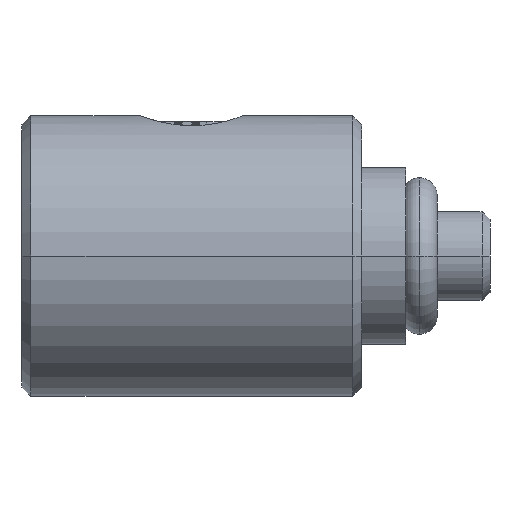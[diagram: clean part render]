
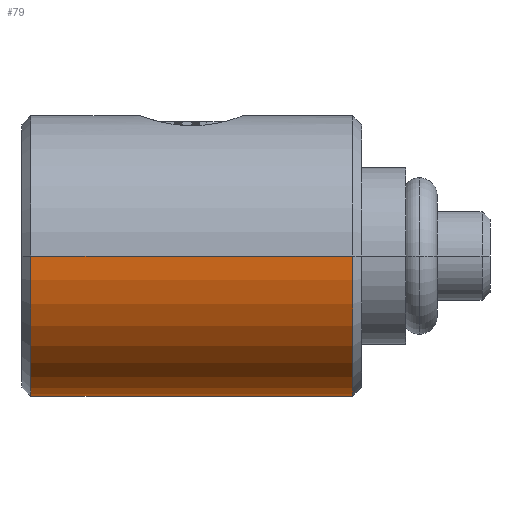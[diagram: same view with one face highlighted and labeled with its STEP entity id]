
A CAD part, left-side view. The second image highlights one B-rep face of the part: STEP entity #79.
In plain terms, the highlighted cylindrical face has radius 4.75 mm (diameter 9.5 mm), a partial arc.
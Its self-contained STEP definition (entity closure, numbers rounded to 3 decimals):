
#79=ADVANCED_FACE('',(#168),#169,.T.);
#168=FACE_OUTER_BOUND('',#354,.T.);
#169=CYLINDRICAL_SURFACE('',#355,4.75);
#354=EDGE_LOOP('',(#561,#562,#563,#564,#565,#566,#567));
#355=AXIS2_PLACEMENT_3D('',#568,#569,#570);
#561=ORIENTED_EDGE('',*,*,#1211,.F.);
#562=ORIENTED_EDGE('',*,*,#1212,.T.);
#563=ORIENTED_EDGE('',*,*,#1213,.F.);
#564=ORIENTED_EDGE('',*,*,#1208,.F.);
#565=ORIENTED_EDGE('',*,*,#1214,.F.);
#566=ORIENTED_EDGE('',*,*,#1215,.T.);
#567=ORIENTED_EDGE('',*,*,#1216,.T.);
#568=CARTESIAN_POINT('',(0.0,5.75,0.0));
#569=DIRECTION('',(-0.0,1.0,0.0));
#570=DIRECTION('',(1.0,0.0,0.0));
#1208=EDGE_CURVE('',#1445,#1448,#1449,.T.);
#1211=EDGE_CURVE('',#1453,#1454,#1455,.T.);
#1212=EDGE_CURVE('',#1453,#1456,#1457,.T.);
#1213=EDGE_CURVE('',#1448,#1456,#1458,.T.);
#1214=EDGE_CURVE('',#1459,#1445,#1460,.T.);
#1215=EDGE_CURVE('',#1459,#1461,#1462,.T.);
#1216=EDGE_CURVE('',#1461,#1454,#1463,.T.);
#1445=VERTEX_POINT('',#1782);
#1448=VERTEX_POINT('',#1786);
#1449=CIRCLE('',#1787,4.75);
#1453=VERTEX_POINT('',#1792);
#1454=VERTEX_POINT('',#1793);
#1455=LINE('',#1794,#1795);
#1456=VERTEX_POINT('',#1796);
#1457=CIRCLE('',#1797,4.75);
#1458=LINE('',#1798,#1799);
#1459=VERTEX_POINT('',#1800);
#1460=LINE('',#1801,#1802);
#1461=VERTEX_POINT('',#1803);
#1462=B_SPLINE_CURVE_WITH_KNOTS('',3,(#1804,#1805,#1806,#1807,#1808,#1809,#1810,#1811,#1812,#1813,#1814,#1815,#1816,#1817,#1818,#1819,#1820,#1821),.UNSPECIFIED.,.F.,.F.,(4,2,2,2,2,2,2,2,4),(14.05,14.633,15.216,15.799,16.382,16.969,17.557,18.145,18.733),.UNSPECIFIED.);
#1463=B_SPLINE_CURVE_WITH_KNOTS('',3,(#1822,#1823,#1824,#1825,#1826,#1827,#1828,#1829,#1830,#1831,#1832,#1833,#1834,#1835,#1836,#1837,#1838,#1839),.UNSPECIFIED.,.F.,.F.,(4,2,2,2,2,2,2,2,4),(18.733,19.321,19.909,20.497,21.084,21.667,22.25,22.833,23.416),.UNSPECIFIED.);
#1782=CARTESIAN_POINT('',(4.75,11.2,0.0));
#1786=CARTESIAN_POINT('',(-4.75,11.2,0.));
#1787=AXIS2_PLACEMENT_3D('',#2357,#2358,#2359);
#1792=CARTESIAN_POINT('',(4.75,0.3,0.0));
#1793=CARTESIAN_POINT('',(4.75,2.75,0.));
#1794=CARTESIAN_POINT('',(4.75,5.75,0.));
#1795=VECTOR('',#2364,1.0);
#1796=CARTESIAN_POINT('',(-4.75,0.3,0.));
#1797=AXIS2_PLACEMENT_3D('',#2365,#2366,#2367);
#1798=CARTESIAN_POINT('',(-4.75,5.75,0.));
#1799=VECTOR('',#2368,1.0);
#1800=CARTESIAN_POINT('',(4.75,8.75,0.0));
#1801=CARTESIAN_POINT('',(4.75,5.75,0.));
#1802=VECTOR('',#2369,1.0);
#1803=CARTESIAN_POINT('',(3.683,5.75,-3.0));
#1804=CARTESIAN_POINT('',(4.75,8.75,0.));
#1805=CARTESIAN_POINT('',(4.75,8.75,-0.194));
#1806=CARTESIAN_POINT('',(4.738,8.731,-0.394));
#1807=CARTESIAN_POINT('',(4.689,8.652,-0.786));
#1808=CARTESIAN_POINT('',(4.652,8.592,-0.98));
#1809=CARTESIAN_POINT('',(4.559,8.437,-1.348));
#1810=CARTESIAN_POINT('',(4.502,8.342,-1.523));
#1811=CARTESIAN_POINT('',(4.38,8.124,-1.845));
#1812=CARTESIAN_POINT('',(4.315,8.001,-1.992));
#1813=CARTESIAN_POINT('',(4.185,7.741,-2.252));
#1814=CARTESIAN_POINT('',(4.116,7.593,-2.375));
#1815=CARTESIAN_POINT('',(3.982,7.272,-2.593));
#1816=CARTESIAN_POINT('',(3.918,7.097,-2.688));
#1817=CARTESIAN_POINT('',(3.807,6.731,-2.842));
#1818=CARTESIAN_POINT('',(3.761,6.538,-2.902));
#1819=CARTESIAN_POINT('',(3.699,6.146,-2.981));
#1820=CARTESIAN_POINT('',(3.683,5.946,-3.0));
#1821=CARTESIAN_POINT('',(3.683,5.75,-3.0));
#1822=CARTESIAN_POINT('',(3.683,5.75,-3.0));
#1823=CARTESIAN_POINT('',(3.683,5.554,-3.0));
#1824=CARTESIAN_POINT('',(3.699,5.354,-2.981));
#1825=CARTESIAN_POINT('',(3.761,4.962,-2.902));
#1826=CARTESIAN_POINT('',(3.807,4.769,-2.842));
#1827=CARTESIAN_POINT('',(3.918,4.403,-2.688));
#1828=CARTESIAN_POINT('',(3.982,4.228,-2.593));
#1829=CARTESIAN_POINT('',(4.116,3.907,-2.375));
#1830=CARTESIAN_POINT('',(4.185,3.759,-2.252));
#1831=CARTESIAN_POINT('',(4.315,3.499,-1.992));
#1832=CARTESIAN_POINT('',(4.38,3.376,-1.845));
#1833=CARTESIAN_POINT('',(4.502,3.158,-1.523));
#1834=CARTESIAN_POINT('',(4.559,3.063,-1.348));
#1835=CARTESIAN_POINT('',(4.652,2.908,-0.98));
#1836=CARTESIAN_POINT('',(4.689,2.848,-0.786));
#1837=CARTESIAN_POINT('',(4.738,2.769,-0.394));
#1838=CARTESIAN_POINT('',(4.75,2.75,-0.194));
#1839=CARTESIAN_POINT('',(4.75,2.75,0.));
#2357=CARTESIAN_POINT('',(0.0,11.2,0.0));
#2358=DIRECTION('',(-0.0,1.0,0.0));
#2359=DIRECTION('',(1.0,0.0,0.0));
#2364=DIRECTION('',(0.0,1.0,0.0));
#2365=CARTESIAN_POINT('',(0.0,0.3,0.0));
#2366=DIRECTION('',(-0.0,1.0,0.0));
#2367=DIRECTION('',(1.0,0.0,0.0));
#2368=DIRECTION('',(-0.0,-1.0,-0.0));
#2369=DIRECTION('',(0.0,1.0,0.0));
